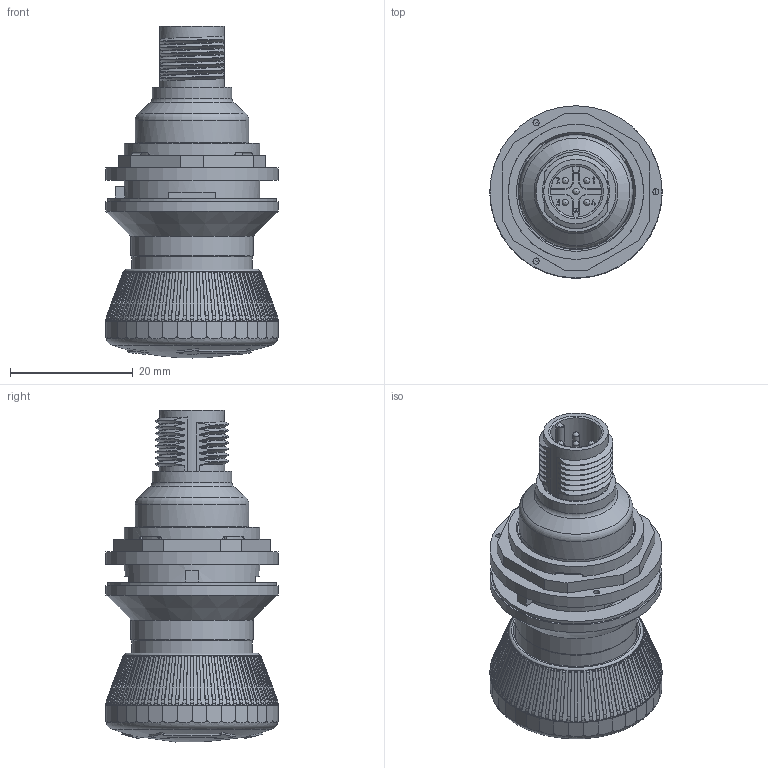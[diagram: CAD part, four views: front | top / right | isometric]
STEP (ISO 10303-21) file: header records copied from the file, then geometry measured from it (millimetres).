
FILE_DESCRIPTION(/* description */ (''),/* implementation_level */ '2;1');
FILE_NAME(/* name */ 'FRVKOO_C111.stp',/* time_stamp */ '2020-11-19T10:54:26+01:00',/* author */ ('thagel'),/* organization */ (''),/* preprocessor_version */ 'ST-DEVELOPER v17.2',/* originating_system */ 'Autodesk Inventor 2019',/* authorisation */ '');
FILE_SCHEMA (('AUTOMOTIVE_DESIGN { 1 0 10303 214 3 1 1 }'));
Products named in the file (1): FRVKOO_C111
Bounding box: 28 x 28 x 54.01 mm (x, y, z)
Volume: 17928.6 mm3; surface area: 8408.2 mm2
Topology: 1 solids, 20 shells, 1220 faces, 3250 edges, 2093 vertices
Faces by surface type: plane 530, cylinder 285, torus 233, cone 95, bspline 66, sphere 11
Full cylindrical faces by diameter (mm): 1 x9, 8.3 x1, 10.5 x1, 13 x1, 18.5 x2, 19.229 x3, 19.65 x1, 19.85 x3, 20.027 x1, 22 x2, 26 x1, 27.4 x1, 28 x2
Entity records: 54738 total; most frequent: CARTESIAN_POINT 25901, ORIENTED_EDGE 6490, DIRECTION 5653, EDGE_CURVE 3245, AXIS2_PLACEMENT_3D 2301, VERTEX_POINT 2093, EDGE_LOOP 1272, FACE_OUTER_BOUND 1220
